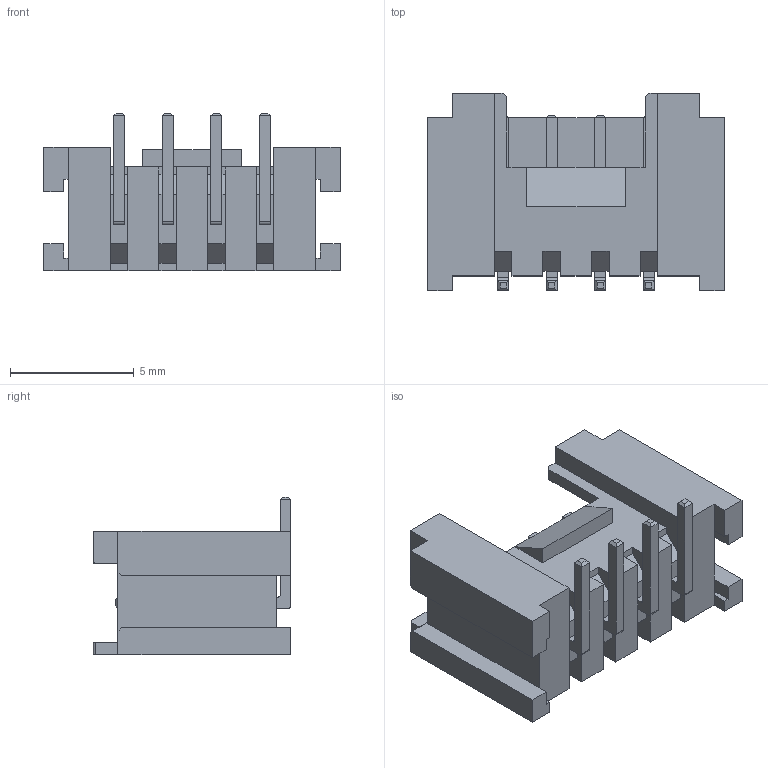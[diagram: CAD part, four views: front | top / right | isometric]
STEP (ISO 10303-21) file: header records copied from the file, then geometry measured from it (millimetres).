
FILE_DESCRIPTION (( 'STEP AP214' ), '1' );
FILE_NAME ('Connecteur Grove (sit).STEP', '2017-03-27T11:56:47', ( '' ), ( '' ), 'SwSTEP 2.0', 'SolidWorks 2013', '' );
FILE_SCHEMA (( 'AUTOMOTIVE_DESIGN' ));
Length unit declared in the file: millimetre
Products named in the file (1): Connecteur Grove (sit)
Bounding box: 12 x 8 x 6.38 mm (x, y, z)
Volume: 192.9 mm3; surface area: 604.9 mm2
Topology: 1 solids, 1 shells, 198 faces, 514 edges, 326 vertices
Faces by surface type: plane 184, cylinder 14
Entity records: 6624 total; most frequent: CARTESIAN_POINT 1039, ORIENTED_EDGE 1028, DIRECTION 940, EDGE_CURVE 514, LINE 486, VECTOR 486, VERTEX_POINT 326, AXIS2_PLACEMENT_3D 227
